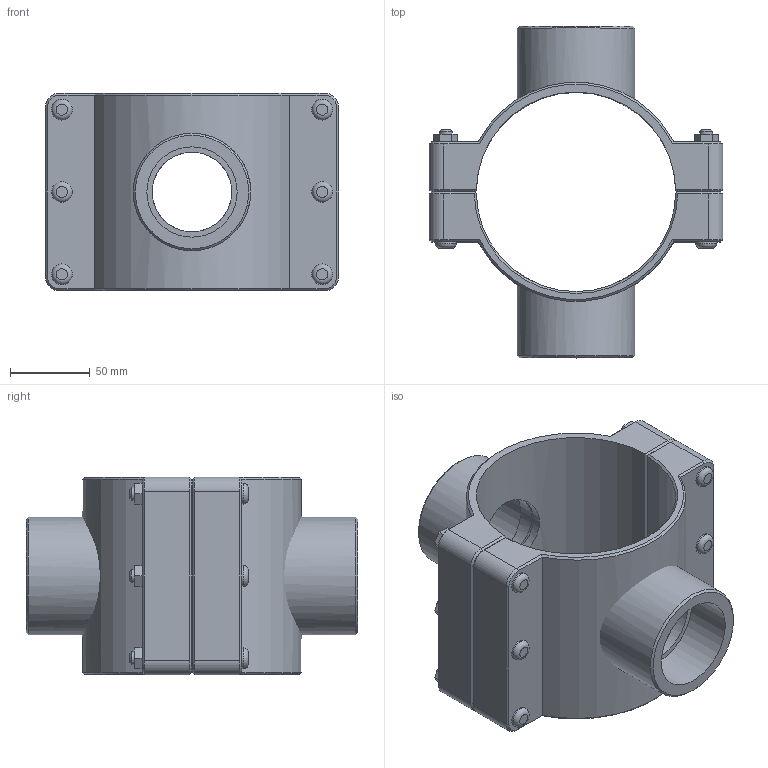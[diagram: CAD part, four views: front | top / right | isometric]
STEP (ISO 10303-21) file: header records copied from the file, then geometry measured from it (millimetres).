
FILE_DESCRIPTION(/* description */ ('PLASSON DOUBLE SADDLE 125-2"'),/* implementation_level */ '2;1');
FILE_NAME(/* name */ '161760125020_161860125020.ipt.stp',/* time_stamp */ '2017-06-18T09:27:43+03:00',/* author */ ('KIM'),/* organization */ (''),/* preprocessor_version */ 'ST-DEVELOPER v15.6',/* originating_system */ 'Autodesk Inventor 2015',/* authorisation */ '');
FILE_SCHEMA (('AUTOMOTIVE_DESIGN { 1 0 10303 214 3 1 1 }'));
Length unit declared in the file: millimetre
Products named in the file (1): 161760125020_161860125020
Bounding box: 184 x 208 x 124 mm (x, y, z)
Volume: 844735.2 mm3; surface area: 176310.5 mm2
Topology: 3 solids, 3 shells, 179 faces, 402 edges, 251 vertices
Faces by surface type: plane 102, cylinder 40, cone 31, torus 6
Full cylindrical faces by diameter (mm): 8 x6, 13 x12, 50 x4, 56.656 x2, 73.653 x2
Entity records: 5246 total; most frequent: CARTESIAN_POINT 1355, DIRECTION 798, ORIENTED_EDGE 718, EDGE_CURVE 359, AXIS2_PLACEMENT_3D 287, EDGE_LOOP 259, VERTEX_POINT 248, LINE 224
